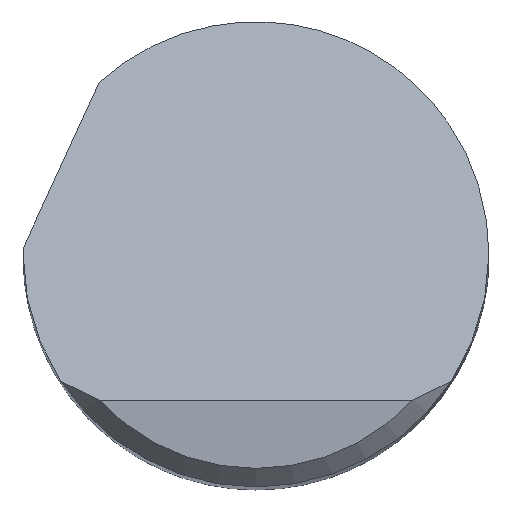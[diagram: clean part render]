
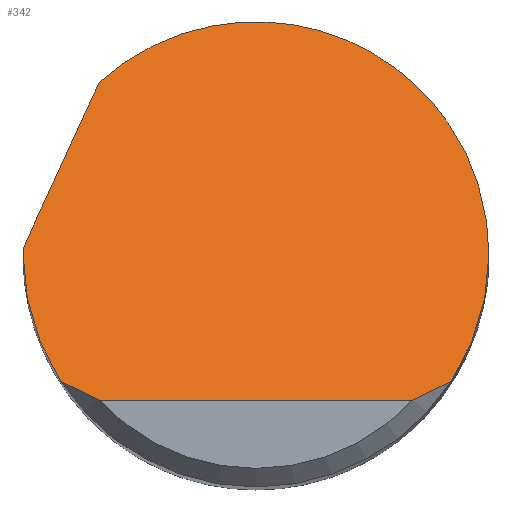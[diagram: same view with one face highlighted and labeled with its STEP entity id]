
A CAD part, top view. The second image highlights one B-rep face of the part: STEP entity #342.
In plain terms, the highlighted planar face has unit normal (0, 0.707, 0.707).
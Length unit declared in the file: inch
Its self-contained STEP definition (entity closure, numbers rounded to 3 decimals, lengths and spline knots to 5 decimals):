
#6 = CARTESIAN_POINT ( 'NONE',  ( 0.1875, 0., 3.3825 ) ) ;
#10 = CARTESIAN_POINT ( 'NONE',  ( -0.12625, 0.13863, 3.24387 ) ) ;
#30 =( BOUNDED_CURVE ( )  B_SPLINE_CURVE ( 3, ( #137, #701, #770, #206 ),
 .UNSPECIFIED., .F., .F. ) 
 B_SPLINE_CURVE_WITH_KNOTS ( ( 4, 4 ),
 ( 4.13401, 4.71239 ),
 .UNSPECIFIED. ) 
 CURVE ( )  GEOMETRIC_REPRESENTATION_ITEM ( )  RATIONAL_B_SPLINE_CURVE ( ( 1., 0.972, 0.972, 1. ) ) 
 REPRESENTATION_ITEM ( '' )  );
#38 = ORIENTED_EDGE ( 'NONE', *, *, #241, .F. ) ;
#76 = ORIENTED_EDGE ( 'NONE', *, *, #305, .F. ) ;
#81 = CARTESIAN_POINT ( 'NONE',  ( 0.1875, 0., 3.3825 ) ) ;
#82 = EDGE_CURVE ( 'NONE', #715, #272, #300, .T. ) ;
#95 = CARTESIAN_POINT ( 'NONE',  ( -0.12629, -0.1175, 3.5 ) ) ;
#97 = EDGE_LOOP ( 'NONE', ( #508, #666, #271, #38, #598, #713, #76, #104 ) ) ;
#104 = ORIENTED_EDGE ( 'NONE', *, *, #82, .T. ) ;
#112 =( BOUNDED_CURVE ( )  B_SPLINE_CURVE ( 3, ( #574, #133, #705, #766 ),
 .UNSPECIFIED., .F., .F. ) 
 B_SPLINE_CURVE_WITH_KNOTS ( ( 4, 4 ),
 ( 4.71239, 4.73906 ),
 .UNSPECIFIED. ) 
 CURVE ( )  GEOMETRIC_REPRESENTATION_ITEM ( )  RATIONAL_B_SPLINE_CURVE ( ( 1., 1., 1., 1. ) ) 
 REPRESENTATION_ITEM ( '' )  );
#133 = CARTESIAN_POINT ( 'NONE',  ( -0.1875, 0.00167, 3.38083 ) ) ;
#137 = CARTESIAN_POINT ( 'NONE',  ( -0.157, -0.1025, 3.485 ) ) ;
#154 = VECTOR ( 'NONE', #343, 39.37008 ) ;
#155 = CARTESIAN_POINT ( 'NONE',  ( 0.157, -0.1025, 3.485 ) ) ;
#177 = CARTESIAN_POINT ( 'NONE',  ( -0.12629, -0.1175, 3.5 ) ) ;
#202 = DIRECTION ( 'NONE',  ( 0., -0.707, -0.707 ) ) ;
#206 = CARTESIAN_POINT ( 'NONE',  ( -0.1875, 0., 3.3825 ) ) ;
#220 = CARTESIAN_POINT ( 'NONE',  ( -0.12625, 0.13863, 3.24387 ) ) ;
#227 = VERTEX_POINT ( 'NONE', #614 ) ;
#237 = CARTESIAN_POINT ( 'NONE',  ( 0.1875, 0., 3.3825 ) ) ;
#241 = EDGE_CURVE ( 'NONE', #704, #328, #669, .T. ) ;
#245 = CARTESIAN_POINT ( 'NONE',  ( 0.1875, 0.18969, 3.19281 ) ) ;
#257 = DIRECTION ( 'NONE',  ( 0., 0.707, -0.707 ) ) ;
#271 = ORIENTED_EDGE ( 'NONE', *, *, #570, .F. ) ;
#272 = VERTEX_POINT ( 'NONE', #95 ) ;
#294 = CARTESIAN_POINT ( 'NONE',  ( -0.14711, -0.10785, 3.49035 ) ) ;
#297 = CARTESIAN_POINT ( 'NONE',  ( 0.1875, -0.03666, 3.41916 ) ) ;
#300 = B_SPLINE_CURVE_WITH_KNOTS ( 'NONE', 3,
 ( #421, #294, #550, #177 ),
 .UNSPECIFIED., .F., .F.,
 ( 4, 4 ),
 ( 0., 0.00095 ),
 .UNSPECIFIED. ) ;
#305 = EDGE_CURVE ( 'NONE', #715, #340, #30, .T. ) ;
#315 = EDGE_CURVE ( 'NONE', #345, #704, #330, .T. ) ;
#316 = DIRECTION ( 'NONE',  ( 0.308, 0.673, -0.673 ) ) ;
#321 = CARTESIAN_POINT ( 'NONE',  ( -0.1875, -0.1175, 3.5 ) ) ;
#328 = VERTEX_POINT ( 'NONE', #81 ) ;
#330 = LINE ( 'NONE', #579, #532 ) ;
#334 =( BOUNDED_CURVE ( )  B_SPLINE_CURVE ( 3, ( #6, #297, #423, #431 ),
 .UNSPECIFIED., .F., .F. ) 
 B_SPLINE_CURVE_WITH_KNOTS ( ( 4, 4 ),
 ( 1.5708, 2.14917 ),
 .UNSPECIFIED. ) 
 CURVE ( )  GEOMETRIC_REPRESENTATION_ITEM ( )  RATIONAL_B_SPLINE_CURVE ( ( 1., 0.972, 0.972, 1. ) ) 
 REPRESENTATION_ITEM ( '' )  );
#340 = VERTEX_POINT ( 'NONE', #515 ) ;
#342 = ADVANCED_FACE ( 'NONE', ( #694 ), #583, .F. ) ;
#343 = DIRECTION ( 'NONE',  ( 1., 0., 0. ) ) ;
#345 = VERTEX_POINT ( 'NONE', #757 ) ;
#358 = CARTESIAN_POINT ( 'NONE',  ( -0.157, -0.1025, 3.485 ) ) ;
#382 = EDGE_CURVE ( 'NONE', #272, #584, #720, .T. ) ;
#421 = CARTESIAN_POINT ( 'NONE',  ( -0.157, -0.1025, 3.485 ) ) ;
#423 = CARTESIAN_POINT ( 'NONE',  ( 0.17704, -0.0718, 3.4543 ) ) ;
#425 = CARTESIAN_POINT ( 'NONE',  ( 0.12629, -0.1175, 3.5 ) ) ;
#431 = CARTESIAN_POINT ( 'NONE',  ( 0.157, -0.1025, 3.485 ) ) ;
#468 = CARTESIAN_POINT ( 'NONE',  ( 0.12629, -0.1175, 3.5 ) ) ;
#479 = EDGE_CURVE ( 'NONE', #584, #227, #501, .T. ) ;
#500 = AXIS2_PLACEMENT_3D ( 'NONE', #321, #202, #257 ) ;
#501 = B_SPLINE_CURVE_WITH_KNOTS ( 'NONE', 3,
 ( #468, #724, #733, #155 ),
 .UNSPECIFIED., .F., .F.,
 ( 4, 4 ),
 ( 0., 0.00095 ),
 .UNSPECIFIED. ) ;
#508 = ORIENTED_EDGE ( 'NONE', *, *, #382, .T. ) ;
#515 = CARTESIAN_POINT ( 'NONE',  ( -0.1875, 0., 3.3825 ) ) ;
#532 = VECTOR ( 'NONE', #316, 39.37008 ) ;
#550 = CARTESIAN_POINT ( 'NONE',  ( -0.1369, -0.11288, 3.49538 ) ) ;
#570 = EDGE_CURVE ( 'NONE', #328, #227, #334, .T. ) ;
#574 = CARTESIAN_POINT ( 'NONE',  ( -0.1875, 0., 3.3825 ) ) ;
#579 = CARTESIAN_POINT ( 'NONE',  ( -0.23821, -0.10589, 3.48839 ) ) ;
#583 = PLANE ( 'NONE',  #500 ) ;
#584 = VERTEX_POINT ( 'NONE', #425 ) ;
#598 = ORIENTED_EDGE ( 'NONE', *, *, #315, .F. ) ;
#602 = CARTESIAN_POINT ( 'NONE',  ( 0., -0.1175, 3.5 ) ) ;
#614 = CARTESIAN_POINT ( 'NONE',  ( 0.157, -0.1025, 3.485 ) ) ;
#625 = EDGE_CURVE ( 'NONE', #340, #345, #112, .T. ) ;
#666 = ORIENTED_EDGE ( 'NONE', *, *, #479, .T. ) ;
#669 =( BOUNDED_CURVE ( )  B_SPLINE_CURVE ( 3, ( #10, #738, #245, #237 ),
 .UNSPECIFIED., .F., .F. ) 
 B_SPLINE_CURVE_WITH_KNOTS ( ( 4, 4 ),
 ( 5.54449, 7.85398 ),
 .UNSPECIFIED. ) 
 CURVE ( )  GEOMETRIC_REPRESENTATION_ITEM ( )  RATIONAL_B_SPLINE_CURVE ( ( 1., 0.603, 0.603, 1. ) ) 
 REPRESENTATION_ITEM ( '' )  );
#694 = FACE_OUTER_BOUND ( 'NONE', #97, .T. ) ;
#701 = CARTESIAN_POINT ( 'NONE',  ( -0.17704, -0.0718, 3.4543 ) ) ;
#704 = VERTEX_POINT ( 'NONE', #220 ) ;
#705 = CARTESIAN_POINT ( 'NONE',  ( -0.18748, 0.00333, 3.37917 ) ) ;
#713 = ORIENTED_EDGE ( 'NONE', *, *, #625, .F. ) ;
#715 = VERTEX_POINT ( 'NONE', #358 ) ;
#720 = LINE ( 'NONE', #602, #154 ) ;
#724 = CARTESIAN_POINT ( 'NONE',  ( 0.1369, -0.11288, 3.49538 ) ) ;
#733 = CARTESIAN_POINT ( 'NONE',  ( 0.14711, -0.10785, 3.49035 ) ) ;
#738 = CARTESIAN_POINT ( 'NONE',  ( 0.014, 0.26635, 3.11615 ) ) ;
#757 = CARTESIAN_POINT ( 'NONE',  ( -0.18743, 0.005, 3.3775 ) ) ;
#766 = CARTESIAN_POINT ( 'NONE',  ( -0.18743, 0.005, 3.3775 ) ) ;
#770 = CARTESIAN_POINT ( 'NONE',  ( -0.1875, -0.03666, 3.41916 ) ) ;
